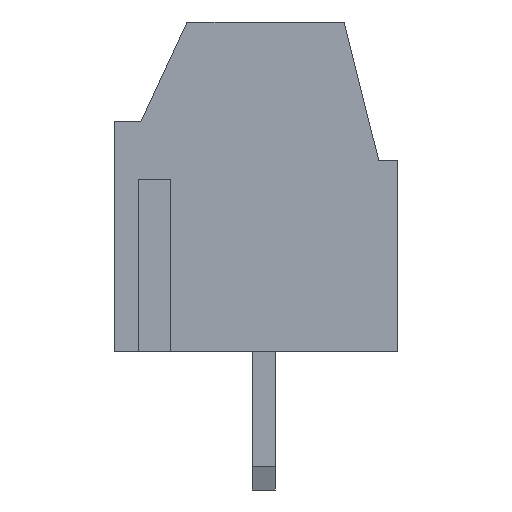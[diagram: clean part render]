
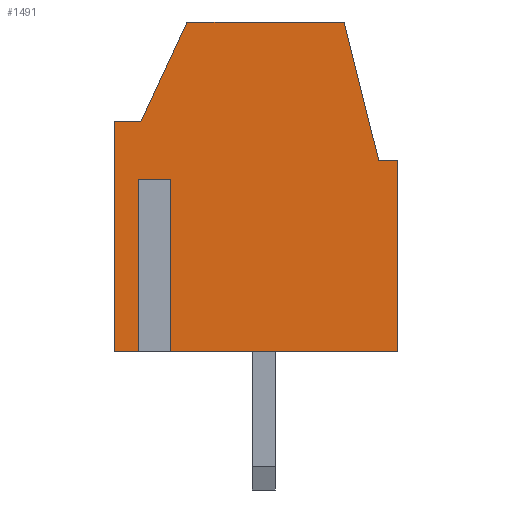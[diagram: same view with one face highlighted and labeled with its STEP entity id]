
A CAD part, left-side view. The second image highlights one B-rep face of the part: STEP entity #1491.
In plain terms, the highlighted planar face has unit normal (-1, 0, 0).
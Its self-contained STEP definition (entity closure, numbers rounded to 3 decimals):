
#1336 = VERTEX_POINT('',#1337);
#1337 = CARTESIAN_POINT('',(-1.75,-2.1,8.6));
#1345 = VERTEX_POINT('',#1346);
#1346 = CARTESIAN_POINT('',(-1.75,2.,8.6));
#1352 = EDGE_CURVE('',#1336,#1345,#1353,.T.);
#1353 = LINE('',#1354,#1355);
#1354 = CARTESIAN_POINT('',(-1.75,-2.1,8.6));
#1355 = VECTOR('',#1356,1.);
#1356 = DIRECTION('',(0.,1.,0.));
#1491 = ADVANCED_FACE('',(#1492),#1581,.F.);
#1492 = FACE_BOUND('',#1493,.F.);
#1493 = EDGE_LOOP('',(#1494,#1495,#1503,#1511,#1519,#1527,#1535,#1543,
    #1551,#1559,#1567,#1575));
#1494 = ORIENTED_EDGE('',*,*,#1352,.F.);
#1495 = ORIENTED_EDGE('',*,*,#1496,.F.);
#1496 = EDGE_CURVE('',#1497,#1336,#1499,.T.);
#1497 = VERTEX_POINT('',#1498);
#1498 = CARTESIAN_POINT('',(-1.75,-3.,5.));
#1499 = LINE('',#1500,#1501);
#1500 = CARTESIAN_POINT('',(-1.75,-3.,5.));
#1501 = VECTOR('',#1502,1.);
#1502 = DIRECTION('',(0.,0.243,0.97));
#1503 = ORIENTED_EDGE('',*,*,#1504,.F.);
#1504 = EDGE_CURVE('',#1505,#1497,#1507,.T.);
#1505 = VERTEX_POINT('',#1506);
#1506 = CARTESIAN_POINT('',(-1.75,-3.5,5.));
#1507 = LINE('',#1508,#1509);
#1508 = CARTESIAN_POINT('',(-1.75,-3.5,5.));
#1509 = VECTOR('',#1510,1.);
#1510 = DIRECTION('',(0.,1.,0.));
#1511 = ORIENTED_EDGE('',*,*,#1512,.F.);
#1512 = EDGE_CURVE('',#1513,#1505,#1515,.T.);
#1513 = VERTEX_POINT('',#1514);
#1514 = CARTESIAN_POINT('',(-1.75,-3.5,-0.));
#1515 = LINE('',#1516,#1517);
#1516 = CARTESIAN_POINT('',(-1.75,-3.5,0.));
#1517 = VECTOR('',#1518,1.);
#1518 = DIRECTION('',(0.,0.,1.));
#1519 = ORIENTED_EDGE('',*,*,#1520,.F.);
#1520 = EDGE_CURVE('',#1521,#1513,#1523,.T.);
#1521 = VERTEX_POINT('',#1522);
#1522 = CARTESIAN_POINT('',(-1.75,2.591,0.));
#1523 = LINE('',#1524,#1525);
#1524 = CARTESIAN_POINT('',(-1.75,3.9,0.));
#1525 = VECTOR('',#1526,1.);
#1526 = DIRECTION('',(0.,-1.,0.));
#1527 = ORIENTED_EDGE('',*,*,#1528,.T.);
#1528 = EDGE_CURVE('',#1521,#1529,#1531,.T.);
#1529 = VERTEX_POINT('',#1530);
#1530 = CARTESIAN_POINT('',(-1.75,2.591,4.5));
#1531 = LINE('',#1532,#1533);
#1532 = CARTESIAN_POINT('',(-1.75,2.591,0.));
#1533 = VECTOR('',#1534,1.);
#1534 = DIRECTION('',(0.,0.,1.));
#1535 = ORIENTED_EDGE('',*,*,#1536,.F.);
#1536 = EDGE_CURVE('',#1537,#1529,#1539,.T.);
#1537 = VERTEX_POINT('',#1538);
#1538 = CARTESIAN_POINT('',(-1.75,3.109,4.5));
#1539 = LINE('',#1540,#1541);
#1540 = CARTESIAN_POINT('',(-1.75,3.109,4.5));
#1541 = VECTOR('',#1542,1.);
#1542 = DIRECTION('',(0.,-1.,0.));
#1543 = ORIENTED_EDGE('',*,*,#1544,.F.);
#1544 = EDGE_CURVE('',#1545,#1537,#1547,.T.);
#1545 = VERTEX_POINT('',#1546);
#1546 = CARTESIAN_POINT('',(-1.75,3.109,0.));
#1547 = LINE('',#1548,#1549);
#1548 = CARTESIAN_POINT('',(-1.75,3.109,0.));
#1549 = VECTOR('',#1550,1.);
#1550 = DIRECTION('',(0.,0.,1.));
#1551 = ORIENTED_EDGE('',*,*,#1552,.F.);
#1552 = EDGE_CURVE('',#1553,#1545,#1555,.T.);
#1553 = VERTEX_POINT('',#1554);
#1554 = CARTESIAN_POINT('',(-1.75,3.9,0.));
#1555 = LINE('',#1556,#1557);
#1556 = CARTESIAN_POINT('',(-1.75,3.9,0.));
#1557 = VECTOR('',#1558,1.);
#1558 = DIRECTION('',(0.,-1.,0.));
#1559 = ORIENTED_EDGE('',*,*,#1560,.F.);
#1560 = EDGE_CURVE('',#1561,#1553,#1563,.T.);
#1561 = VERTEX_POINT('',#1562);
#1562 = CARTESIAN_POINT('',(-1.75,3.9,6.));
#1563 = LINE('',#1564,#1565);
#1564 = CARTESIAN_POINT('',(-1.75,3.9,6.));
#1565 = VECTOR('',#1566,1.);
#1566 = DIRECTION('',(0.,0.,-1.));
#1567 = ORIENTED_EDGE('',*,*,#1568,.F.);
#1568 = EDGE_CURVE('',#1569,#1561,#1571,.T.);
#1569 = VERTEX_POINT('',#1570);
#1570 = CARTESIAN_POINT('',(-1.75,3.2,6.));
#1571 = LINE('',#1572,#1573);
#1572 = CARTESIAN_POINT('',(-1.75,3.2,6.));
#1573 = VECTOR('',#1574,1.);
#1574 = DIRECTION('',(0.,1.,0.));
#1575 = ORIENTED_EDGE('',*,*,#1576,.F.);
#1576 = EDGE_CURVE('',#1345,#1569,#1577,.T.);
#1577 = LINE('',#1578,#1579);
#1578 = CARTESIAN_POINT('',(-1.75,2.,8.6));
#1579 = VECTOR('',#1580,1.);
#1580 = DIRECTION('',(0.,0.419,-0.908));
#1581 = PLANE('',#1582);
#1582 = AXIS2_PLACEMENT_3D('',#1583,#1584,#1585);
#1583 = CARTESIAN_POINT('',(-1.75,0.199,3.917));
#1584 = DIRECTION('',(1.,0.,0.));
#1585 = DIRECTION('',(0.,0.,1.));
